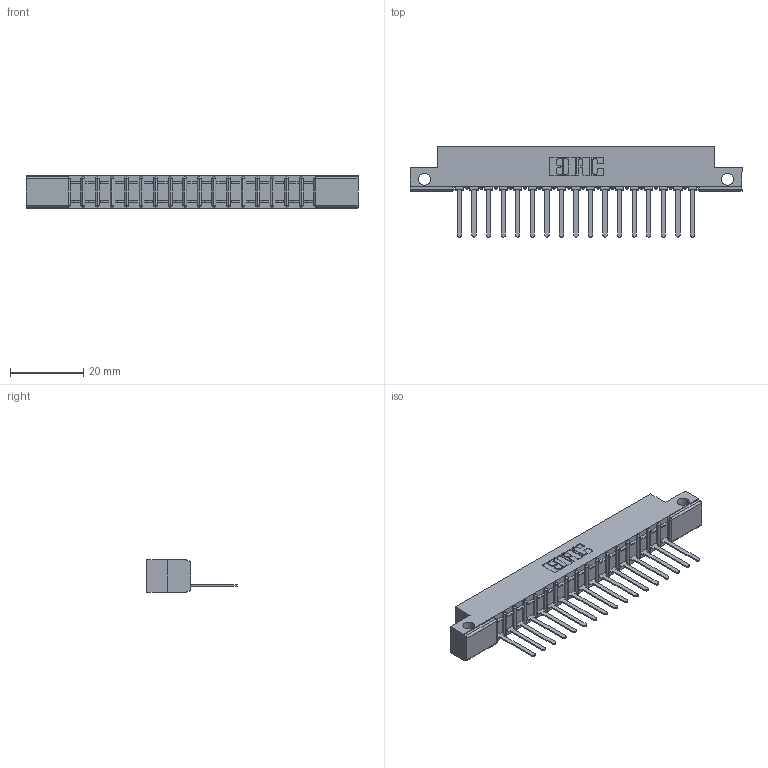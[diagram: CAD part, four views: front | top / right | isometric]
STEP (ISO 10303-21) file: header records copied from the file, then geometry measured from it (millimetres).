
FILE_DESCRIPTION (( 'STEP AP203' ), '1' );
FILE_NAME ('357-017-541-112.STEP', '2019-09-16T21:06:12', ( '' ), ( '' ), 'SwSTEP 2.0', 'SolidWorks 2016', '' );
FILE_SCHEMA (( 'CONFIG_CONTROL_DESIGN' ));
Length unit declared in the file: inch
Products named in the file (3): 307-290-002_541; 307 Part_.128 Dia Side Mounting Holes; 357-017-541-112
Assembly tree (18 placements, depth 2):
  357-017-541-112
    307 Part_.128 Dia Side Mounting Holes
    307-290-002_541  x17
Bounding box: 90.37 x 24.59 x 8.71 mm (x, y, z)
Volume: 5935.7 mm3; surface area: 10670.2 mm2
Topology: 18 solids, 18 shells, 1394 faces, 4267 edges, 2794 vertices
Faces by surface type: plane 835, cylinder 523, sphere 36
Entity records: 18376 total; most frequent: CARTESIAN_POINT 3096, ORIENTED_EDGE 3086, DIRECTION 3019, EDGE_CURVE 1543, VECTOR 1169, LINE 1169, VERTEX_POINT 1002, AXIS2_PLACEMENT_3D 925
